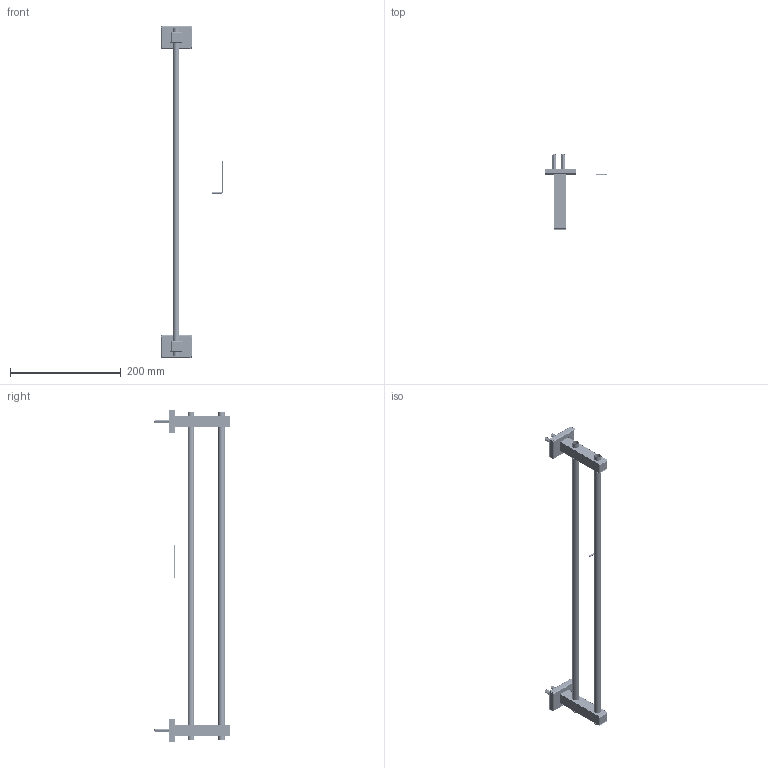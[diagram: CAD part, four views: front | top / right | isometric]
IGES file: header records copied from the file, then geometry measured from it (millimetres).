
Start section:  PTC IGES file: 3D_FFAS0494-908500BC0_D0.igs
Global section: file name: 3D_FFAS0494-908500BC0_D0.igs; native system: Creo Parametric by PTC Inc.; preprocessor: 2014440; author: 10114291; organization: Unknown; date: 20180824.141957; units: millimetre
Bounding box: 113.51 x 137.14 x 599.6 mm (x, y, z)
Surface area: 207620 mm2 (no closed solid volume)
Topology: 0 solids, 0 shells, 2712 faces, 40080 edges, 52524 vertices
Faces by surface type: revolution 1470, bspline 1242
